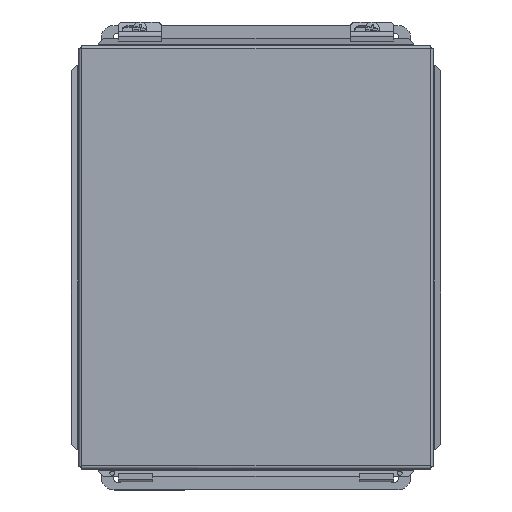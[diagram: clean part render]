
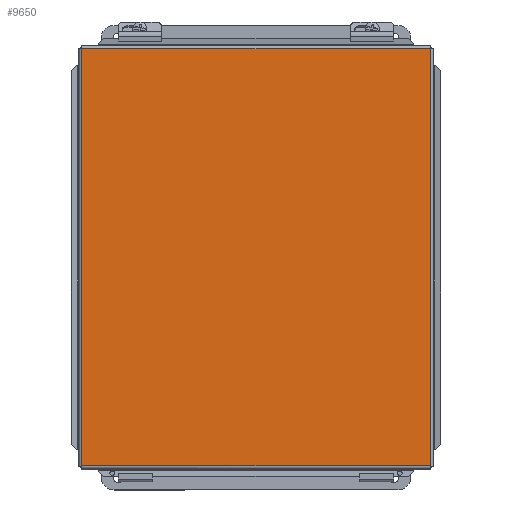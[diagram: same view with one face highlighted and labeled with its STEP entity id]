
A CAD part, top view. The second image highlights one B-rep face of the part: STEP entity #9650.
In plain terms, the highlighted face is planar.
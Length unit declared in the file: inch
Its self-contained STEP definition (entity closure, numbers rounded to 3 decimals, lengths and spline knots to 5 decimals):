
#8969=CARTESIAN_POINT('',(10.21675,0.09325,0.));
#8970=VERTEX_POINT('',#8969);
#8981=CARTESIAN_POINT('',(10.21675,12.21675,0.));
#8982=VERTEX_POINT('',#8981);
#8983=CARTESIAN_POINT('',(10.21675,12.21675,0.0));
#8984=DIRECTION('',(0.0,-1.0,0.0));
#8985=VECTOR('',#8984,12.1235);
#8986=LINE('',#8983,#8985);
#8987=EDGE_CURVE('',#8982,#8970,#8986,.T.);
#9147=CARTESIAN_POINT('',(0.09325,0.09325,0.));
#9148=VERTEX_POINT('',#9147);
#9159=CARTESIAN_POINT('',(10.21675,0.09325,0.0));
#9160=DIRECTION('',(-1.0,0.0,0.0));
#9161=VECTOR('',#9160,10.1235);
#9162=LINE('',#9159,#9161);
#9163=EDGE_CURVE('',#8970,#9148,#9162,.T.);
#9316=CARTESIAN_POINT('',(0.09325,12.21675,0.));
#9317=VERTEX_POINT('',#9316);
#9328=CARTESIAN_POINT('',(0.09325,0.09325,0.0));
#9329=DIRECTION('',(0.0,1.0,0.0));
#9330=VECTOR('',#9329,12.1235);
#9331=LINE('',#9328,#9330);
#9332=EDGE_CURVE('',#9148,#9317,#9331,.T.);
#9495=CARTESIAN_POINT('',(0.09325,12.21675,0.0));
#9496=DIRECTION('',(1.0,0.0,0.0));
#9497=VECTOR('',#9496,10.1235);
#9498=LINE('',#9495,#9497);
#9499=EDGE_CURVE('',#9317,#8982,#9498,.T.);
#9639=CARTESIAN_POINT('',(5.155,6.155,0.0));
#9640=DIRECTION('',(0.0,0.0,1.0));
#9641=DIRECTION('',(1.0,0.0,0.0));
#9642=AXIS2_PLACEMENT_3D('',#9639,#9640,#9641);
#9643=PLANE('',#9642);
#9644=ORIENTED_EDGE('',*,*,#8987,.T.);
#9645=ORIENTED_EDGE('',*,*,#9163,.T.);
#9646=ORIENTED_EDGE('',*,*,#9332,.T.);
#9647=ORIENTED_EDGE('',*,*,#9499,.T.);
#9648=EDGE_LOOP('',(#9644,#9645,#9646,#9647));
#9649=FACE_OUTER_BOUND('',#9648,.T.);
#9650=ADVANCED_FACE('',(#9649),#9643,.F.);
